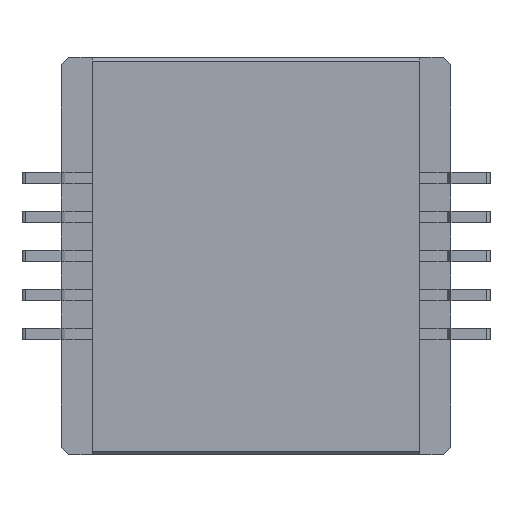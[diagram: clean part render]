
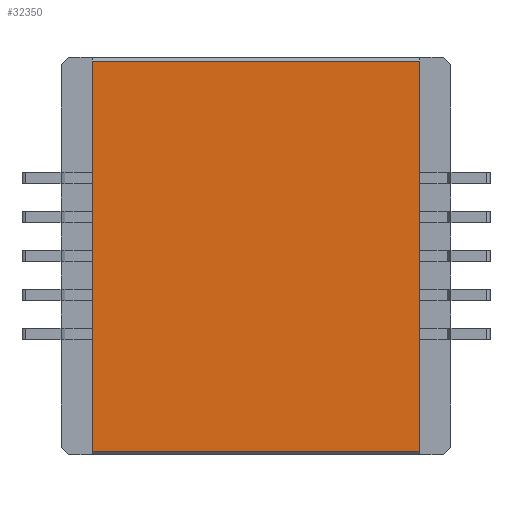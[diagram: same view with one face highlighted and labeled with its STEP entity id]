
A CAD part, front view. The second image highlights one B-rep face of the part: STEP entity #32350.
In plain terms, the highlighted planar face has unit normal (0, -1, 0).
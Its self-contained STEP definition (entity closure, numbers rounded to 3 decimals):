
#1440=CARTESIAN_POINT('',(-0.513,-0.327,0.2));
#1450=VERTEX_POINT('',#1440);
#1480=CARTESIAN_POINT('',(1.587,-0.327,0.2));
#1490=DIRECTION('',(1.,0.,0.));
#1500=VECTOR('',#1490,1.);
#1510=LINE('',#1480,#1500);
#1520=CARTESIAN_POINT('',(3.687,-0.327,0.2));
#1530=VERTEX_POINT('',#1520);
#1540=EDGE_CURVE('',#1450,#1530,#1510,.T.);
#20600=CARTESIAN_POINT('',(3.687,-0.327,-8.35));
#20610=DIRECTION('',(0.,0.,1.));
#20620=VECTOR('',#20610,1.);
#20630=LINE('',#20600,#20620);
#20640=CARTESIAN_POINT('',(3.687,-0.327,5.2));
#20650=VERTEX_POINT('',#20640);
#20660=EDGE_CURVE('',#1530,#20650,#20630,.T.);
#27170=CARTESIAN_POINT('',(-0.513,-0.327,5.2));
#27180=VERTEX_POINT('',#27170);
#27210=CARTESIAN_POINT('',(-0.513,-0.327,-9.35))
;
#27220=DIRECTION('',(0.,0.,1.));
#27230=VECTOR('',#27220,1.);
#27240=LINE('',#27210,#27230);
#27250=EDGE_CURVE('',#1450,#27180,#27240,.T.);
#27360=CARTESIAN_POINT('',(1.587,-0.327,5.2));
#27370=DIRECTION('',(1.,0.,0.));
#27380=VECTOR('',#27370,1.);
#27390=LINE('',#27360,#27380);
#27400=EDGE_CURVE('',#27180,#20650,#27390,.T.);
#32240=CARTESIAN_POINT('',(3.687,-0.327,-12.35));
#32250=DIRECTION('',(-0.,-1.,-0.));
#32260=DIRECTION('',(-1.,0.,0.));
#32270=AXIS2_PLACEMENT_3D('',#32240,#32250,#32260);
#32280=PLANE('',#32270);
#32290=ORIENTED_EDGE('',*,*,#1540,.T.);
#32300=ORIENTED_EDGE('',*,*,#27250,.F.);
#32310=ORIENTED_EDGE('',*,*,#27400,.F.);
#32320=ORIENTED_EDGE('',*,*,#20660,.T.);
#32330=EDGE_LOOP('',(#32320,#32310,#32300,#32290));
#32340=FACE_OUTER_BOUND('',#32330,.T.);
#32350=ADVANCED_FACE('',(#32340),#32280,.T.);
